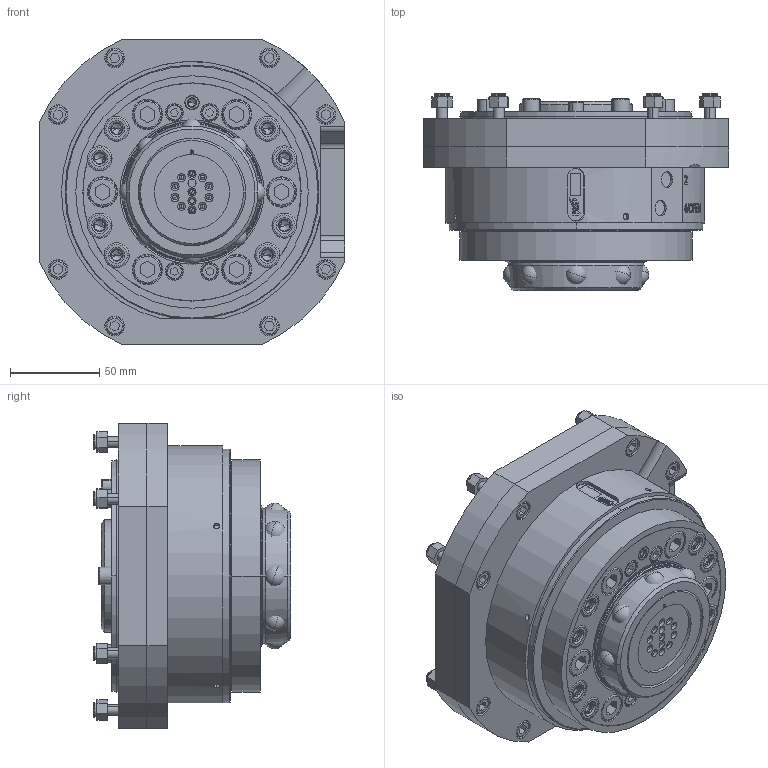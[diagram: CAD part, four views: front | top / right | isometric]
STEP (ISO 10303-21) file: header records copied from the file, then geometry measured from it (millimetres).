
FILE_DESCRIPTION (( 'STEP AP203' ), '1' );
FILE_NAME ('P1910.STEP', '2020-01-30T09:06:59', ( '' ), ( '' ), 'SwSTEP 2.0', 'SolidWorks 2017', '' );
FILE_SCHEMA (( 'CONFIG_CONTROL_DESIGN' ));
Length unit declared in the file: millimetre
Products named in the file (1): P1910
Bounding box: 171 x 110.35 x 171 mm (x, y, z)
Volume: 2182533.2 mm3; surface area: 327406.4 mm2
Topology: 68 solids, 68 shells, 1512 faces, 3590 edges, 2285 vertices
Faces by surface type: plane 527, cylinder 522, torus 150, cone 150, bspline 121, sphere 42
Entity records: 59651 total; most frequent: CARTESIAN_POINT 24843, DIRECTION 7386, ORIENTED_EDGE 6950, EDGE_CURVE 3475, AXIS2_PLACEMENT_3D 2925, VERTEX_POINT 2228, EDGE_LOOP 1797, VECTOR 1536
